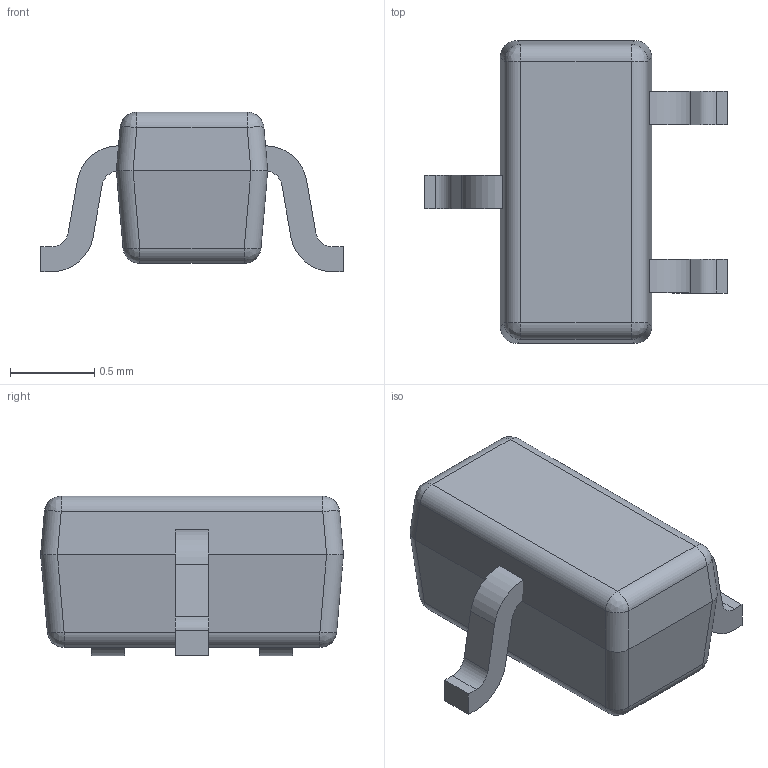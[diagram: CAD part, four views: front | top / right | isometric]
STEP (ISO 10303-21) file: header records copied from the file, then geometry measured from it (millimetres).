
FILE_DESCRIPTION(('FreeCAD Model'),'2;1');
FILE_NAME('SC_75_cp.step','2018-08-16T19:08:29',( 'kicad StepUp'),('ksu MCAD'),'Open CASCADE STEP processor 7.3', 'FreeCAD','Unknown');
FILE_SCHEMA(('AUTOMOTIVE_DESIGN { 1 0 10303 214 1 1 1 1 }'));
Length unit declared in the file: millimetre
Products named in the file (1): SC_75_cp
Bounding box: 1.8 x 1.8 x 0.95 mm (x, y, z)
Volume: 1.4 mm3; surface area: 9.5 mm2
Topology: 4 solids, 4 shells, 76 faces, 544 edges, 824 vertices
Faces by surface type: plane 40, cylinder 28, bspline 8
Entity records: 5874 total; most frequent: CARTESIAN_POINT 1777, DIRECTION 798, LINE 372, VECTOR 372, GEOMETRIC_CURVE_SET 364, TRIMMED_CURVE 356, ORIENTED_EDGE 344, AXIS2_PLACEMENT_3D 213
